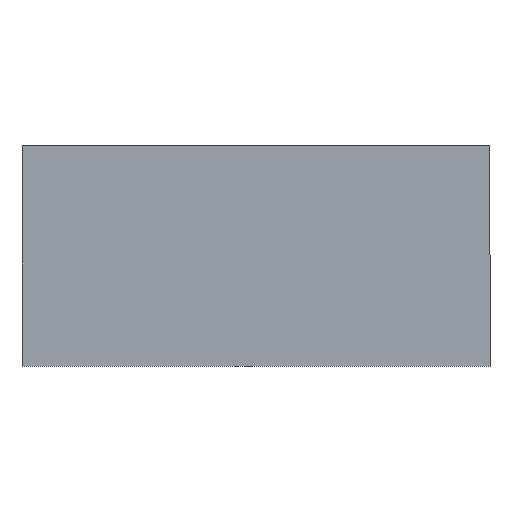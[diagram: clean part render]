
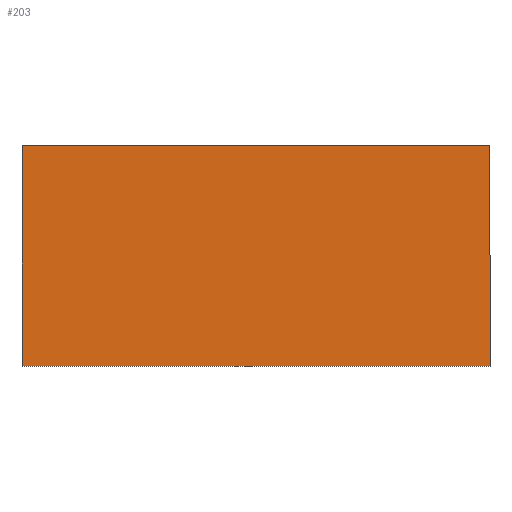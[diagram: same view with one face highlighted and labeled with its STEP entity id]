
A CAD part, top view. The second image highlights one B-rep face of the part: STEP entity #203.
In plain terms, the highlighted planar face has unit normal (0, 0, 1).
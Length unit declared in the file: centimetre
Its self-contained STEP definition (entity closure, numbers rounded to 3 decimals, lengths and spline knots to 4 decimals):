
#73=CARTESIAN_POINT('',(-3.685,1.735,0.2));
#74=VERTEX_POINT('',#73);
#75=CARTESIAN_POINT('',(3.685,1.735,0.2));
#76=VERTEX_POINT('',#75);
#77=CARTESIAN_POINT('',(-3.685,1.735,0.2));
#78=DIRECTION('',(1.0,0.0,0.0));
#79=VECTOR('',#78,7.37);
#80=LINE('',#77,#79);
#81=EDGE_CURVE('',#74,#76,#80,.T.);
#113=CARTESIAN_POINT('',(3.685,-1.735,0.2));
#114=VERTEX_POINT('',#113);
#115=CARTESIAN_POINT('',(3.685,1.735,0.2));
#116=DIRECTION('',(0.0,-1.0,0.0));
#117=VECTOR('',#116,3.47);
#118=LINE('',#115,#117);
#119=EDGE_CURVE('',#76,#114,#118,.T.);
#144=CARTESIAN_POINT('',(-3.685,-1.735,0.2));
#145=VERTEX_POINT('',#144);
#146=CARTESIAN_POINT('',(3.685,-1.735,0.2));
#147=DIRECTION('',(-1.0,0.0,0.0));
#148=VECTOR('',#147,7.37);
#149=LINE('',#146,#148);
#150=EDGE_CURVE('',#114,#145,#149,.T.);
#175=CARTESIAN_POINT('',(-3.685,-1.735,0.2));
#176=DIRECTION('',(0.0,1.0,0.0));
#177=VECTOR('',#176,3.47);
#178=LINE('',#175,#177);
#179=EDGE_CURVE('',#145,#74,#178,.T.);
#192=CARTESIAN_POINT('',(0.,0.,0.2));
#193=DIRECTION('',(0.0,0.0,1.0));
#194=DIRECTION('',(1.0,0.0,0.0));
#195=AXIS2_PLACEMENT_3D('',#192,#193,#194);
#196=PLANE('',#195);
#197=ORIENTED_EDGE('',*,*,#81,.F.);
#198=ORIENTED_EDGE('',*,*,#179,.F.);
#199=ORIENTED_EDGE('',*,*,#150,.F.);
#200=ORIENTED_EDGE('',*,*,#119,.F.);
#201=EDGE_LOOP('',(#197,#198,#199,#200));
#202=FACE_OUTER_BOUND('',#201,.T.);
#203=ADVANCED_FACE('',(#202),#196,.T.);
